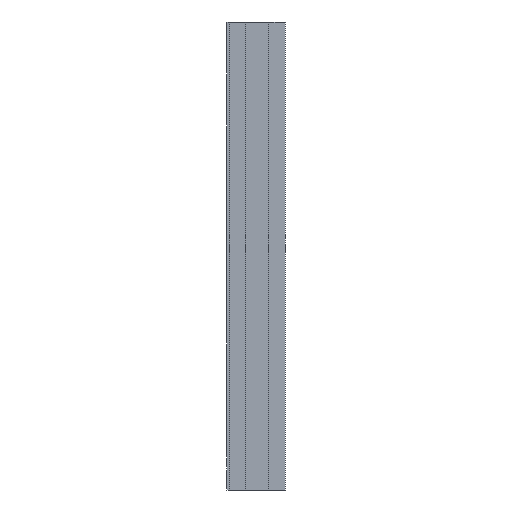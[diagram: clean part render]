
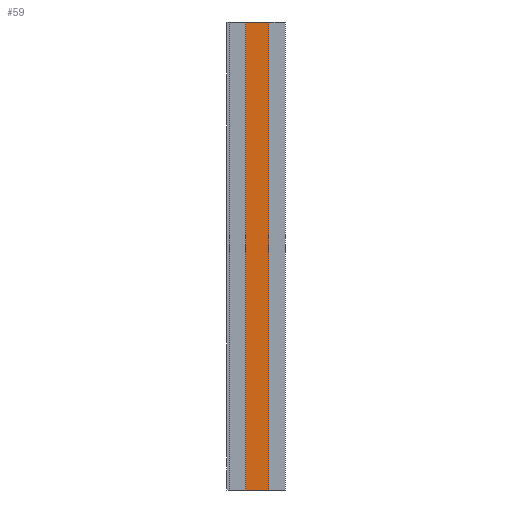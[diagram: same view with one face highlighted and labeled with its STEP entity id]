
A CAD part, left-side view. The second image highlights one B-rep face of the part: STEP entity #59.
In plain terms, the highlighted planar face has unit normal (-1, 0, 0).
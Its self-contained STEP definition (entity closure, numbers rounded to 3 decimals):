
#59 = ADVANCED_FACE ( 'NONE', ( #3701 ), #6904, .T. ) ;
#1024 = LINE ( 'NONE', #4313, #1025 ) ;
#1025 = VECTOR ( 'NONE', #4314, 1000. ) ;
#1026 = LINE ( 'NONE', #4315, #1027 ) ;
#1027 = VECTOR ( 'NONE', #4316, 1000. ) ;
#1028 = LINE ( 'NONE', #4317, #1029 ) ;
#1029 = VECTOR ( 'NONE', #4318, 1000. ) ;
#1032 = LINE ( 'NONE', #4321, #1033 ) ;
#1033 = VECTOR ( 'NONE', #4322, 1000. ) ;
#1552 = ORIENTED_EDGE ( 'NONE', *, *, #7331, .F. ) ;
#1553 = ORIENTED_EDGE ( 'NONE', *, *, #7330, .F. ) ;
#1554 = ORIENTED_EDGE ( 'NONE', *, *, #7329, .T. ) ;
#1555 = ORIENTED_EDGE ( 'NONE', *, *, #7333, .T. ) ;
#1797 = VERTEX_POINT ( 'NONE', #2223 ) ;
#1814 = VERTEX_POINT ( 'NONE', #2201 ) ;
#1816 = VERTEX_POINT ( 'NONE', #2199 ) ;
#1836 = VERTEX_POINT ( 'NONE', #2172 ) ;
#2172 = CARTESIAN_POINT ( 'NONE',  ( -28.5, 2.648, -211.5 ) ) ;
#2199 = CARTESIAN_POINT ( 'NONE',  ( -28.5, 2.648, 0. ) ) ;
#2201 = CARTESIAN_POINT ( 'NONE',  ( -28.5, -9.352, -211.5 ) ) ;
#2223 = CARTESIAN_POINT ( 'NONE',  ( -28.5, -9.352, 0. ) ) ;
#3439 = AXIS2_PLACEMENT_3D ( 'NONE', #6759, #6913, #6882 ) ;
#3701 = FACE_OUTER_BOUND ( 'NONE', #6654, .T. ) ;
#4313 = CARTESIAN_POINT ( 'NONE',  ( -28.5, 2.648, -211.5 ) ) ;
#4314 = DIRECTION ( 'NONE',  ( 0., -1., 0. ) ) ;
#4315 = CARTESIAN_POINT ( 'NONE',  ( -28.5, 2.648, -211.5 ) ) ;
#4316 = DIRECTION ( 'NONE',  ( 0., 0., 1. ) ) ;
#4317 = CARTESIAN_POINT ( 'NONE',  ( -28.5, 2.648, 0. ) ) ;
#4318 = DIRECTION ( 'NONE',  ( 0., -1., 0. ) ) ;
#4321 = CARTESIAN_POINT ( 'NONE',  ( -28.5, -9.352, -211.5 ) ) ;
#4322 = DIRECTION ( 'NONE',  ( 0., 0., 1. ) ) ;
#6654 = EDGE_LOOP ( 'NONE', ( #1552, #1553, #1554, #1555 ) ) ;
#6759 = CARTESIAN_POINT ( 'NONE',  ( -28.5, 2.648, -211.5 ) ) ;
#6882 = DIRECTION ( 'NONE',  ( 0., 0., 1. ) ) ;
#6904 = PLANE ( 'NONE',  #3439 ) ;
#6913 = DIRECTION ( 'NONE',  ( -1., 0., 0. ) ) ;
#7329 = EDGE_CURVE ( 'NONE', #1836, #1814, #1024, .T. ) ;
#7330 = EDGE_CURVE ( 'NONE', #1836, #1816, #1026, .T. ) ;
#7331 = EDGE_CURVE ( 'NONE', #1816, #1797, #1028, .T. ) ;
#7333 = EDGE_CURVE ( 'NONE', #1814, #1797, #1032, .T. ) ;
